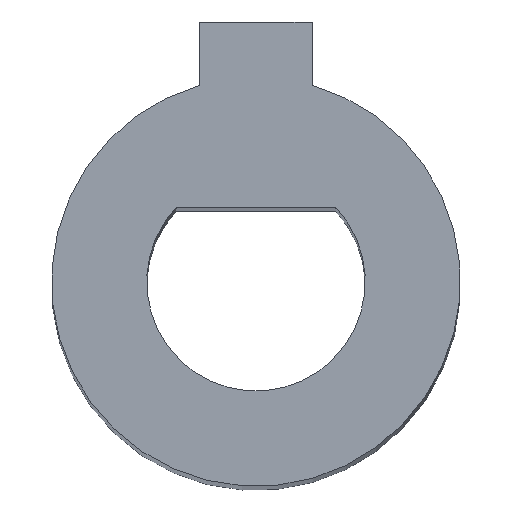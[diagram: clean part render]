
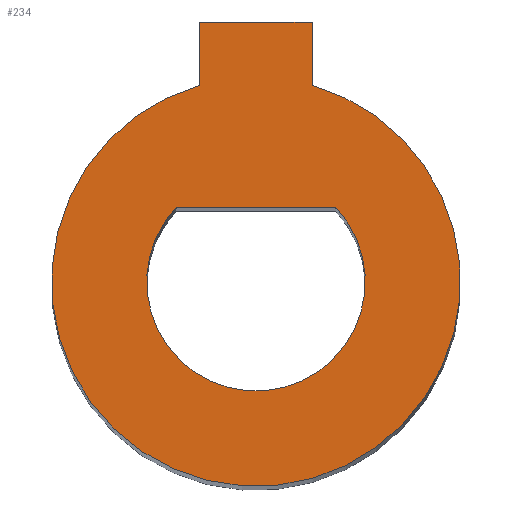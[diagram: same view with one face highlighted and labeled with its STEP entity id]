
A CAD part, top view. The second image highlights one B-rep face of the part: STEP entity #234.
In plain terms, the highlighted planar face has unit normal (0, 0, 1).
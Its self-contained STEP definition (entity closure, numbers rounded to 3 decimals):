
#16=FACE_BOUND('',#43,.T.);
#28=FACE_OUTER_BOUND('',#42,.T.);
#42=EDGE_LOOP('',(#178,#179,#180,#181,#182));
#43=EDGE_LOOP('',(#183,#184));
#58=CIRCLE('',#269,2.9);
#59=CIRCLE('',#270,2.9);
#60=CIRCLE('',#271,1.55);
#69=LINE('',#411,#89);
#71=LINE('',#420,#91);
#72=LINE('',#426,#92);
#73=LINE('',#427,#93);
#89=VECTOR('',#308,10.);
#91=VECTOR('',#318,10.);
#92=VECTOR('',#323,10.);
#93=VECTOR('',#324,10.);
#110=VERTEX_POINT('',#408);
#111=VERTEX_POINT('',#410);
#113=VERTEX_POINT('',#418);
#114=VERTEX_POINT('',#419);
#115=VERTEX_POINT('',#421);
#116=VERTEX_POINT('',#423);
#117=VERTEX_POINT('',#425);
#135=EDGE_CURVE('',#110,#111,#69,.T.);
#139=EDGE_CURVE('',#113,#114,#71,.T.);
#140=EDGE_CURVE('',#115,#113,#58,.T.);
#141=EDGE_CURVE('',#116,#115,#59,.T.);
#142=EDGE_CURVE('',#117,#116,#72,.T.);
#143=EDGE_CURVE('',#114,#117,#73,.T.);
#144=EDGE_CURVE('',#111,#110,#60,.T.);
#178=ORIENTED_EDGE('',*,*,#139,.F.);
#179=ORIENTED_EDGE('',*,*,#140,.F.);
#180=ORIENTED_EDGE('',*,*,#141,.F.);
#181=ORIENTED_EDGE('',*,*,#142,.F.);
#182=ORIENTED_EDGE('',*,*,#143,.F.);
#183=ORIENTED_EDGE('',*,*,#144,.F.);
#184=ORIENTED_EDGE('',*,*,#135,.F.);
#223=PLANE('',#268);
#234=ADVANCED_FACE('',(#28,#16),#223,.T.);
#268=AXIS2_PLACEMENT_3D('',#417,#316,#317);
#269=AXIS2_PLACEMENT_3D('',#422,#319,#320);
#270=AXIS2_PLACEMENT_3D('',#424,#321,#322);
#271=AXIS2_PLACEMENT_3D('',#428,#325,#326);
#308=DIRECTION('',(-1.,0.,0.));
#316=DIRECTION('center_axis',(0.,0.,1.));
#317=DIRECTION('ref_axis',(1.,0.,0.));
#318=DIRECTION('',(0.,1.,0.));
#319=DIRECTION('center_axis',(0.,0.,-1.));
#320=DIRECTION('ref_axis',(-0.277,0.961,0.));
#321=DIRECTION('center_axis',(0.,0.,-1.));
#322=DIRECTION('ref_axis',(-0.277,0.961,0.));
#323=DIRECTION('',(0.,-1.,0.));
#324=DIRECTION('',(1.,0.,0.));
#325=DIRECTION('center_axis',(0.,0.,1.));
#326=DIRECTION('ref_axis',(1.,0.,0.));
#408=CARTESIAN_POINT('',(1.133,1.058,18.));
#410=CARTESIAN_POINT('',(-1.133,1.058,18.));
#411=CARTESIAN_POINT('',(-0.566,1.058,18.));
#417=CARTESIAN_POINT('Origin',(0.,0.393,18.));
#418=CARTESIAN_POINT('',(-0.804,2.786,18.));
#419=CARTESIAN_POINT('',(-0.804,3.686,18.));
#420=CARTESIAN_POINT('',(-0.804,2.04,18.));
#421=CARTESIAN_POINT('',(0.804,-2.786,18.));
#422=CARTESIAN_POINT('Origin',(0.,0.,18.));
#423=CARTESIAN_POINT('',(0.796,2.789,18.));
#424=CARTESIAN_POINT('Origin',(0.,0.,18.));
#425=CARTESIAN_POINT('',(0.796,3.686,18.));
#426=CARTESIAN_POINT('',(0.796,1.591,18.));
#427=CARTESIAN_POINT('',(0.398,3.686,18.));
#428=CARTESIAN_POINT('Origin',(0.,0.,18.));
